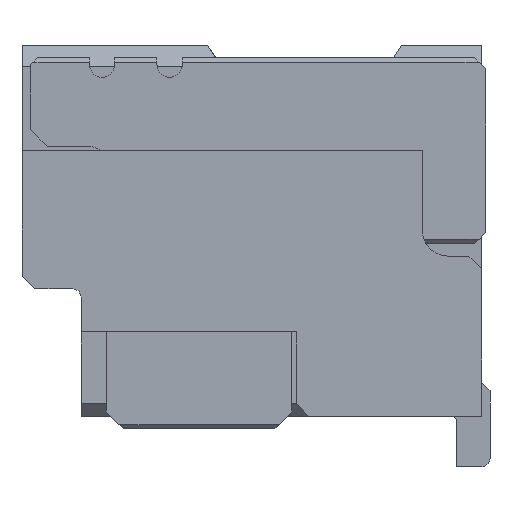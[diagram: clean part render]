
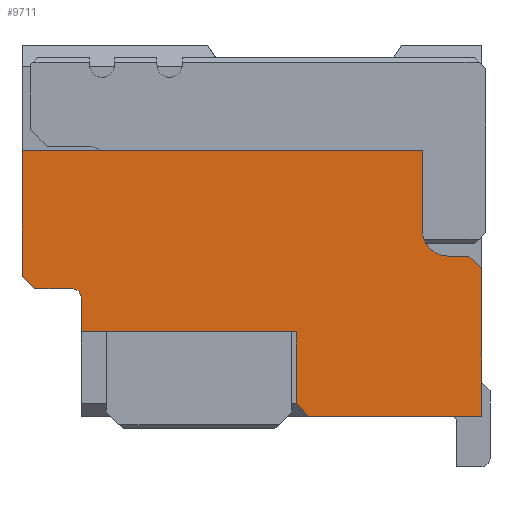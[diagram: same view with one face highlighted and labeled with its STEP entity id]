
A CAD part, left-side view. The second image highlights one B-rep face of the part: STEP entity #9711.
In plain terms, the highlighted planar face has unit normal (-1, 0, 0).
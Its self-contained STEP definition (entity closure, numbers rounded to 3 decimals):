
#169=DIRECTION('',(0.,-1.,0.));
#170=VECTOR('',#169,2.05);
#171=CARTESIAN_POINT('',(-5.425,-0.675,-2.2));
#172=LINE('',#171,#170);
#285=DIRECTION('',(0.,0.,1.));
#286=VECTOR('',#285,1.75);
#287=CARTESIAN_POINT('',(-5.425,-2.725,-2.2));
#288=LINE('',#287,#286);
#381=DIRECTION('',(0.,-0.707,-0.707));
#382=VECTOR('',#381,0.212);
#383=CARTESIAN_POINT('',(-5.425,-0.525,-2.05));
#384=LINE('',#383,#382);
#385=DIRECTION('',(0.,0.,1.));
#386=VECTOR('',#385,0.85);
#387=CARTESIAN_POINT('',(-5.425,-0.525,-2.05));
#388=LINE('',#387,#386);
#389=DIRECTION('',(0.,1.,0.));
#390=VECTOR('',#389,2.55);
#391=CARTESIAN_POINT('',(-5.425,-0.525,-1.2));
#392=LINE('',#391,#390);
#393=DIRECTION('',(0.,0.,1.));
#394=VECTOR('',#393,0.41);
#395=CARTESIAN_POINT('',(-5.425,2.025,-1.2));
#396=LINE('',#395,#394);
#397=CARTESIAN_POINT('',(-5.425,2.125,-0.79));
#398=DIRECTION('',(1.,0.,0.));
#399=DIRECTION('',(0.,0.,1.));
#400=AXIS2_PLACEMENT_3D('',#397,#398,#399);
#402=DIRECTION('',(0.,-1.,0.));
#403=VECTOR('',#402,0.45);
#404=CARTESIAN_POINT('',(-5.425,2.575,-0.69));
#405=LINE('',#404,#403);
#406=DIRECTION('',(0.,-0.707,-0.707));
#407=VECTOR('',#406,0.212);
#408=CARTESIAN_POINT('',(-5.425,2.725,-0.54));
#409=LINE('',#408,#407);
#410=DIRECTION('',(0.,0.,1.));
#411=VECTOR('',#410,1.49);
#412=CARTESIAN_POINT('',(-5.425,2.725,-0.54));
#413=LINE('',#412,#411);
#414=DIRECTION('',(0.,-1.,0.));
#415=VECTOR('',#414,4.75);
#416=CARTESIAN_POINT('',(-5.425,2.725,0.95));
#417=LINE('',#416,#415);
#418=DIRECTION('',(0.,0.,-1.));
#419=VECTOR('',#418,0.95);
#420=CARTESIAN_POINT('',(-5.425,-2.025,0.95));
#421=LINE('',#420,#419);
#422=CARTESIAN_POINT('',(-5.425,-2.325,0.));
#423=DIRECTION('',(-1.,0.,0.));
#424=DIRECTION('',(0.,1.,0.));
#425=AXIS2_PLACEMENT_3D('',#422,#423,#424);
#427=DIRECTION('',(0.,-1.,0.));
#428=VECTOR('',#427,0.25);
#429=CARTESIAN_POINT('',(-5.425,-2.325,-0.3));
#430=LINE('',#429,#428);
#431=DIRECTION('',(0.,-0.707,-0.707));
#432=VECTOR('',#431,0.212);
#433=CARTESIAN_POINT('',(-5.425,-2.575,-0.3));
#434=LINE('',#433,#432);
#7159=CARTESIAN_POINT('',(-5.425,2.725,-0.54));
#7160=CARTESIAN_POINT('',(-5.425,2.575,-0.69));
#7161=VERTEX_POINT('',#7159);
#7162=VERTEX_POINT('',#7160);
#7163=CARTESIAN_POINT('',(-5.425,2.125,-0.69));
#7164=VERTEX_POINT('',#7163);
#7165=CARTESIAN_POINT('',(-5.425,2.025,-0.79));
#7166=VERTEX_POINT('',#7165);
#7199=CARTESIAN_POINT('',(-5.425,-2.025,0.95));
#7200=CARTESIAN_POINT('',(-5.425,-2.025,0.));
#7201=VERTEX_POINT('',#7199);
#7202=VERTEX_POINT('',#7200);
#7203=CARTESIAN_POINT('',(-5.425,-2.325,-0.3));
#7204=VERTEX_POINT('',#7203);
#7205=CARTESIAN_POINT('',(-5.425,-2.575,-0.3));
#7206=VERTEX_POINT('',#7205);
#7207=CARTESIAN_POINT('',(-5.425,-2.725,-0.45));
#7208=VERTEX_POINT('',#7207);
#7209=CARTESIAN_POINT('',(-5.425,2.725,0.95));
#7210=VERTEX_POINT('',#7209);
#7219=CARTESIAN_POINT('',(-5.425,-2.725,-2.2));
#7220=VERTEX_POINT('',#7219);
#7521=CARTESIAN_POINT('',(-5.425,-0.525,-1.2));
#7522=CARTESIAN_POINT('',(-5.425,2.025,-1.2));
#7523=VERTEX_POINT('',#7521);
#7524=VERTEX_POINT('',#7522);
#7681=CARTESIAN_POINT('',(-5.425,-0.525,-2.05));
#7682=CARTESIAN_POINT('',(-5.425,-0.675,-2.2));
#7683=VERTEX_POINT('',#7681);
#7684=VERTEX_POINT('',#7682);
#9676=CARTESIAN_POINT('',(-5.425,2.725,-2.2));
#9677=DIRECTION('',(-1.,0.,0.));
#9678=DIRECTION('',(0.,-1.,0.));
#9679=AXIS2_PLACEMENT_3D('',#9676,#9677,#9678);
#9680=PLANE('',#9679);
#9682=ORIENTED_EDGE('',*,*,#9681,.F.);
#9684=ORIENTED_EDGE('',*,*,#9683,.T.);
#9686=ORIENTED_EDGE('',*,*,#9685,.T.);
#9688=ORIENTED_EDGE('',*,*,#9687,.T.);
#9690=ORIENTED_EDGE('',*,*,#9689,.F.);
#9692=ORIENTED_EDGE('',*,*,#9691,.F.);
#9694=ORIENTED_EDGE('',*,*,#9693,.F.);
#9696=ORIENTED_EDGE('',*,*,#9695,.T.);
#9698=ORIENTED_EDGE('',*,*,#9697,.T.);
#9700=ORIENTED_EDGE('',*,*,#9699,.T.);
#9702=ORIENTED_EDGE('',*,*,#9701,.T.);
#9704=ORIENTED_EDGE('',*,*,#9703,.T.);
#9706=ORIENTED_EDGE('',*,*,#9705,.T.);
#9707=ORIENTED_EDGE('',*,*,#9615,.F.);
#9708=ORIENTED_EDGE('',*,*,#9518,.F.);
#9709=EDGE_LOOP('',(#9682,#9684,#9686,#9688,#9690,#9692,#9694,#9696,#9698,#9700,
#9702,#9704,#9706,#9707,#9708));
#9710=FACE_OUTER_BOUND('',#9709,.F.);
#9711=ADVANCED_FACE('',(#9710),#9680,.T.);
#401=CIRCLE('',#400,0.1);
#426=CIRCLE('',#425,0.3);
#9518=EDGE_CURVE('',#7684,#7220,#172,.T.);
#9615=EDGE_CURVE('',#7220,#7208,#288,.T.);
#9681=EDGE_CURVE('',#7683,#7684,#384,.T.);
#9683=EDGE_CURVE('',#7683,#7523,#388,.T.);
#9685=EDGE_CURVE('',#7523,#7524,#392,.T.);
#9687=EDGE_CURVE('',#7524,#7166,#396,.T.);
#9689=EDGE_CURVE('',#7164,#7166,#401,.T.);
#9691=EDGE_CURVE('',#7162,#7164,#405,.T.);
#9693=EDGE_CURVE('',#7161,#7162,#409,.T.);
#9695=EDGE_CURVE('',#7161,#7210,#413,.T.);
#9697=EDGE_CURVE('',#7210,#7201,#417,.T.);
#9699=EDGE_CURVE('',#7201,#7202,#421,.T.);
#9701=EDGE_CURVE('',#7202,#7204,#426,.T.);
#9703=EDGE_CURVE('',#7204,#7206,#430,.T.);
#9705=EDGE_CURVE('',#7206,#7208,#434,.T.);
